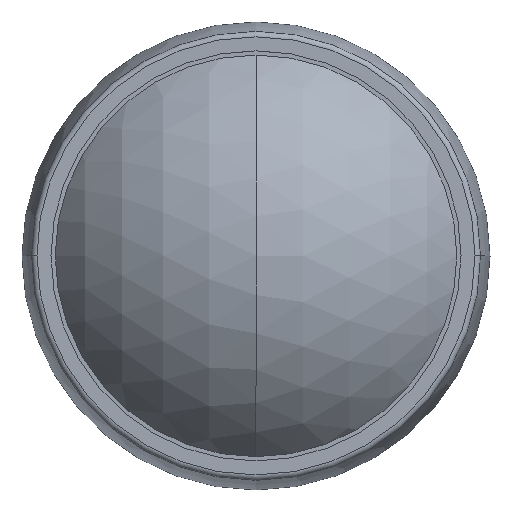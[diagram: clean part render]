
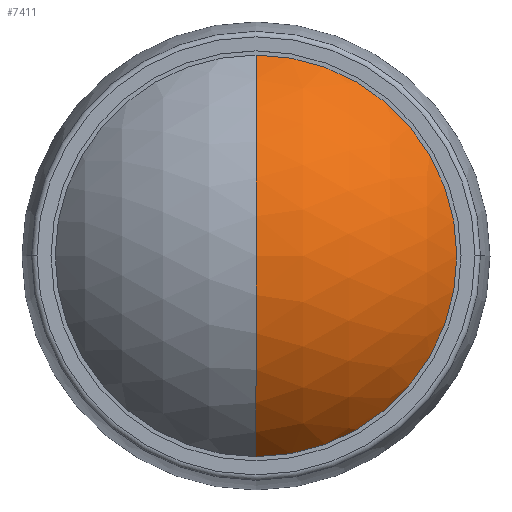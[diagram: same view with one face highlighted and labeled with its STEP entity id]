
A CAD part, top view. The second image highlights one B-rep face of the part: STEP entity #7411.
In plain terms, the highlighted spherical face has radius 85.945 mm.
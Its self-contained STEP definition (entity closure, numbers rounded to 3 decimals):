
#44 = DIRECTION ( 'NONE',  ( 0., 0., 1. ) ) ;
#80 = DIRECTION ( 'NONE',  ( 1., 0., 0. ) ) ;
#398 = EDGE_CURVE ( 'NONE', #2357, #5965, #4868, .T. ) ;
#685 = CARTESIAN_POINT ( 'NONE',  ( 0., -71.663, 31.5 ) ) ;
#761 = CIRCLE ( 'NONE', #4327, 71.663 ) ;
#1435 = EDGE_LOOP ( 'NONE', ( #6403, #5150, #6437 ) ) ;
#1639 = AXIS2_PLACEMENT_3D ( 'NONE', #6477, #6461, #6435 ) ;
#1669 = AXIS2_PLACEMENT_3D ( 'NONE', #6833, #6824, #6814 ) ;
#1825 = VERTEX_POINT ( 'NONE', #2727 ) ;
#2284 = FACE_OUTER_BOUND ( 'NONE', #1435, .T. ) ;
#2328 = DIRECTION ( 'NONE',  ( -1., 0., 0. ) ) ;
#2347 = DIRECTION ( 'NONE',  ( 0., -1., 0. ) ) ;
#2357 = VERTEX_POINT ( 'NONE', #685 ) ;
#2382 = CARTESIAN_POINT ( 'NONE',  ( 0., 0., -15.945 ) ) ;
#2727 = CARTESIAN_POINT ( 'NONE',  ( 0., 71.663, 31.5 ) ) ;
#3260 = CARTESIAN_POINT ( 'NONE',  ( 0., 0., 70. ) ) ;
#4327 = AXIS2_PLACEMENT_3D ( 'NONE', #6906, #44, #80 ) ;
#4760 = SPHERICAL_SURFACE ( 'NONE', #1639, 85.945 ) ;
#4768 = CIRCLE ( 'NONE', #1669, 85.945 ) ;
#4868 = CIRCLE ( 'NONE', #5438, 85.945 ) ;
#5150 = ORIENTED_EDGE ( 'NONE', *, *, #6081, .T. ) ;
#5438 = AXIS2_PLACEMENT_3D ( 'NONE', #2382, #2328, #2347 ) ;
#5965 = VERTEX_POINT ( 'NONE', #3260 ) ;
#6081 = EDGE_CURVE ( 'NONE', #2357, #1825, #761, .T. ) ;
#6403 = ORIENTED_EDGE ( 'NONE', *, *, #398, .F. ) ;
#6435 = DIRECTION ( 'NONE',  ( 0., 1., 0. ) ) ;
#6437 = ORIENTED_EDGE ( 'NONE', *, *, #7362, .T. ) ;
#6461 = DIRECTION ( 'NONE',  ( -1., 0., 0. ) ) ;
#6477 = CARTESIAN_POINT ( 'NONE',  ( 0., 0., -15.945 ) ) ;
#6814 = DIRECTION ( 'NONE',  ( 0., 0., -1. ) ) ;
#6824 = DIRECTION ( 'NONE',  ( 1., 0., 0. ) ) ;
#6833 = CARTESIAN_POINT ( 'NONE',  ( 0., 0., -15.945 ) ) ;
#6906 = CARTESIAN_POINT ( 'NONE',  ( 0., 0., 31.5 ) ) ;
#7362 = EDGE_CURVE ( 'NONE', #1825, #5965, #4768, .T. ) ;
#7411 = ADVANCED_FACE ( 'NONE', ( #2284 ), #4760, .T. ) ;
